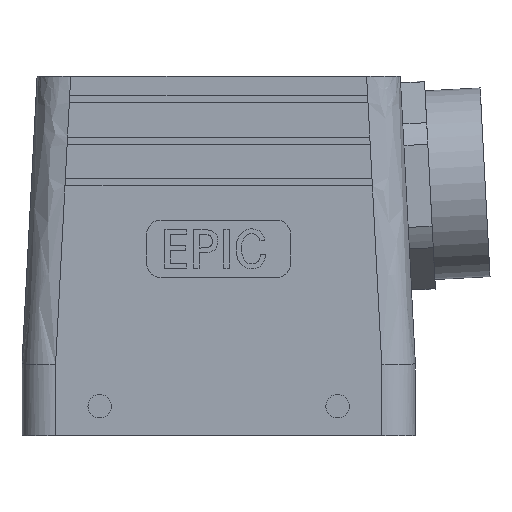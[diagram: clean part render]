
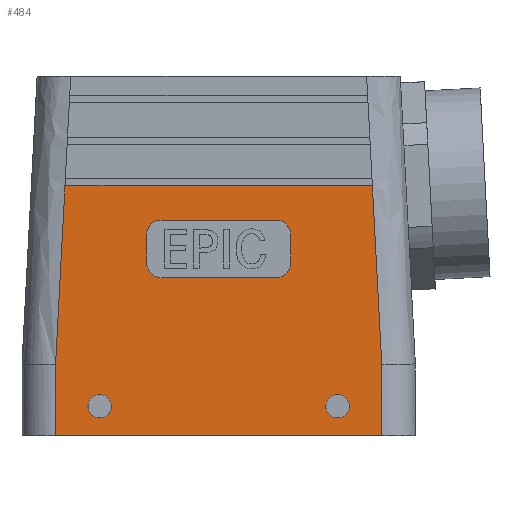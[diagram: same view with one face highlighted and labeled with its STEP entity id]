
A CAD part, left-side view. The second image highlights one B-rep face of the part: STEP entity #484.
In plain terms, the highlighted planar face has unit normal (-1, 0, 0).
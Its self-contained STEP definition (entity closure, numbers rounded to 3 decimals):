
#484 = ADVANCED_FACE( '', ( #1029, #1030, #1031, #1032 ), #1033, .F. );
#1029 = FACE_BOUND( '', #1877, .T. );
#1030 = FACE_BOUND( '', #1878, .T. );
#1031 = FACE_OUTER_BOUND( '', #1879, .T. );
#1032 = FACE_BOUND( '', #1880, .T. );
#1033 = PLANE( '', #1881 );
#1877 = EDGE_LOOP( '', ( #3314, #3315, #3316, #3317, #3318, #3319, #3320, #3321 ) );
#1878 = EDGE_LOOP( '', ( #3322 ) );
#1879 = EDGE_LOOP( '', ( #3323, #3324, #3325, #3326, #3327, #3328 ) );
#1880 = EDGE_LOOP( '', ( #3329 ) );
#1881 = AXIS2_PLACEMENT_3D( '', #3330, #3331, #3332 );
#3314 = ORIENTED_EDGE( '', *, *, #3995, .T. );
#3315 = ORIENTED_EDGE( '', *, *, #3926, .F. );
#3316 = ORIENTED_EDGE( '', *, *, #4249, .F. );
#3317 = ORIENTED_EDGE( '', *, *, #3701, .F. );
#3318 = ORIENTED_EDGE( '', *, *, #3715, .F. );
#3319 = ORIENTED_EDGE( '', *, *, #4170, .F. );
#3320 = ORIENTED_EDGE( '', *, *, #4250, .T. );
#3321 = ORIENTED_EDGE( '', *, *, #4045, .T. );
#3322 = ORIENTED_EDGE( '', *, *, #4251, .T. );
#3323 = ORIENTED_EDGE( '', *, *, #4233, .T. );
#3324 = ORIENTED_EDGE( '', *, *, #3736, .F. );
#3325 = ORIENTED_EDGE( '', *, *, #4076, .F. );
#3326 = ORIENTED_EDGE( '', *, *, #4252, .F. );
#3327 = ORIENTED_EDGE( '', *, *, #4253, .T. );
#3328 = ORIENTED_EDGE( '', *, *, #4180, .T. );
#3329 = ORIENTED_EDGE( '', *, *, #4150, .F. );
#3330 = CARTESIAN_POINT( '', ( -28., 41., 0. ) );
#3331 = DIRECTION( '', ( 1., 0., 0. ) );
#3332 = DIRECTION( '', ( 0., 0., -1. ) );
#3701 = EDGE_CURVE( '', #4314, #4315, #4316, .T. );
#3715 = EDGE_CURVE( '', #4339, #4314, #4340, .F. );
#3736 = EDGE_CURVE( '', #4374, #4369, #4376, .F. );
#3926 = EDGE_CURVE( '', #4704, #4705, #4706, .T. );
#3995 = EDGE_CURVE( '', #4811, #4705, #4812, .F. );
#4045 = EDGE_CURVE( '', #4884, #4811, #4885, .T. );
#4076 = EDGE_CURVE( '', #4900, #4374, #4927, .T. );
#4150 = EDGE_CURVE( '', #5027, #5027, #5028, .T. );
#4170 = EDGE_CURVE( '', #5052, #4339, #5053, .T. );
#4180 = EDGE_CURVE( '', #5067, #5064, #5068, .F. );
#4233 = EDGE_CURVE( '', #5064, #4369, #5128, .T. );
#4249 = EDGE_CURVE( '', #4315, #4704, #5146, .F. );
#4250 = EDGE_CURVE( '', #5052, #4884, #5147, .F. );
#4251 = EDGE_CURVE( '', #5148, #5148, #5149, .T. );
#4252 = EDGE_CURVE( '', #4747, #4900, #5150, .T. );
#4253 = EDGE_CURVE( '', #4747, #5067, #5151, .T. );
#4314 = VERTEX_POINT( '', #5215 );
#4315 = VERTEX_POINT( '', #5216 );
#4316 = LINE( '', #5217, #5218 );
#4339 = VERTEX_POINT( '', #5249 );
#4340 = CIRCLE( '', #5250, 3. );
#4369 = VERTEX_POINT( '', #5295 );
#4374 = VERTEX_POINT( '', #5312 );
#4376 = B_SPLINE_CURVE_WITH_KNOTS( '', 3, ( #5337, #5338, #5339, #5340 ), .UNSPECIFIED., .F., .F., ( 4, 4 ), ( 0.4, 0.598 ), .UNSPECIFIED. );
#4704 = VERTEX_POINT( '', #6014 );
#4705 = VERTEX_POINT( '', #6015 );
#4706 = LINE( '', #6016, #6017 );
#4747 = VERTEX_POINT( '', #6097 );
#4811 = VERTEX_POINT( '', #6186 );
#4812 = CIRCLE( '', #6187, 3. );
#4884 = VERTEX_POINT( '', #6327 );
#4885 = LINE( '', #6328, #6329 );
#4900 = VERTEX_POINT( '', #6348 );
#4927 = B_SPLINE_CURVE_WITH_KNOTS( '', 3, ( #6413, #6414, #6415, #6416 ), .UNSPECIFIED., .F., .F., ( 4, 4 ), ( 0.476, 0.599 ), .UNSPECIFIED. );
#5027 = VERTEX_POINT( '', #6634 );
#5028 = CIRCLE( '', #6635, 2.45 );
#5052 = VERTEX_POINT( '', #6667 );
#5053 = LINE( '', #6668, #6669 );
#5064 = VERTEX_POINT( '', #6682 );
#5067 = VERTEX_POINT( '', #6694 );
#5068 = B_SPLINE_CURVE_WITH_KNOTS( '', 3, ( #6695, #6696, #6697, #6698 ), .UNSPECIFIED., .F., .F., ( 4, 4 ), ( 0.4, 0.598 ), .UNSPECIFIED. );
#5128 = LINE( '', #6846, #6847 );
#5146 = CIRCLE( '', #6869, 3. );
#5147 = CIRCLE( '', #6870, 3. );
#5148 = VERTEX_POINT( '', #6871 );
#5149 = CIRCLE( '', #6872, 2.45 );
#5150 = LINE( '', #6873, #6874 );
#5151 = B_SPLINE_CURVE_WITH_KNOTS( '', 3, ( #6875, #6876, #6877, #6878 ), .UNSPECIFIED., .F., .F., ( 4, 4 ), ( 0.476, 0.599 ), .UNSPECIFIED. );
#5215 = CARTESIAN_POINT( '', ( -28., 15., 42. ) );
#5216 = CARTESIAN_POINT( '', ( -28., 15., 36. ) );
#5217 = CARTESIAN_POINT( '', ( -28., 15., 0. ) );
#5218 = VECTOR( '', #6990, 1000. );
#5249 = CARTESIAN_POINT( '', ( -28., 12., 45. ) );
#5250 = AXIS2_PLACEMENT_3D( '', #7005, #7006, #7007 );
#5295 = CARTESIAN_POINT( '', ( -28., -34., 0. ) );
#5312 = CARTESIAN_POINT( '', ( -28., -34., 14.817 ) );
#5337 = CARTESIAN_POINT( '', ( -28., -34., 0. ) );
#5338 = CARTESIAN_POINT( '', ( -28., -34., 4.939 ) );
#5339 = CARTESIAN_POINT( '', ( -28., -34., 9.878 ) );
#5340 = CARTESIAN_POINT( '', ( -28., -34., 14.817 ) );
#6014 = CARTESIAN_POINT( '', ( -28., 12., 33. ) );
#6015 = CARTESIAN_POINT( '', ( -28., -12., 33. ) );
#6016 = CARTESIAN_POINT( '', ( -28., 41., 33. ) );
#6017 = VECTOR( '', #7180, 1000. );
#6097 = CARTESIAN_POINT( '', ( -28., 32.046, 52.1 ) );
#6186 = CARTESIAN_POINT( '', ( -28., -15., 36. ) );
#6187 = AXIS2_PLACEMENT_3D( '', #7247, #7248, #7249 );
#6327 = CARTESIAN_POINT( '', ( -28., -15., 42. ) );
#6328 = CARTESIAN_POINT( '', ( -28., -15., 0. ) );
#6329 = VECTOR( '', #7290, 1000. );
#6348 = CARTESIAN_POINT( '', ( -28., -32.046, 52.1 ) );
#6413 = CARTESIAN_POINT( '', ( -28., -32.046, 52.1 ) );
#6414 = CARTESIAN_POINT( '', ( -28., -32.697, 39.672 ) );
#6415 = CARTESIAN_POINT( '', ( -28., -33.349, 27.244 ) );
#6416 = CARTESIAN_POINT( '', ( -28., -34., 14.817 ) );
#6634 = CARTESIAN_POINT( '', ( -28., -27.25, 6.2 ) );
#6635 = AXIS2_PLACEMENT_3D( '', #7357, #7358, #7359 );
#6667 = CARTESIAN_POINT( '', ( -28., -12., 45. ) );
#6668 = CARTESIAN_POINT( '', ( -28., 41., 45. ) );
#6669 = VECTOR( '', #7372, 1000. );
#6682 = CARTESIAN_POINT( '', ( -28., 34., 0. ) );
#6694 = CARTESIAN_POINT( '', ( -28., 34., 14.817 ) );
#6695 = CARTESIAN_POINT( '', ( -28., 34., 0. ) );
#6696 = CARTESIAN_POINT( '', ( -28., 34., 4.939 ) );
#6697 = CARTESIAN_POINT( '', ( -28., 34., 9.878 ) );
#6698 = CARTESIAN_POINT( '', ( -28., 34., 14.817 ) );
#6846 = CARTESIAN_POINT( '', ( -28., 41., 0. ) );
#6847 = VECTOR( '', #7412, 1000. );
#6869 = AXIS2_PLACEMENT_3D( '', #7432, #7433, #7434 );
#6870 = AXIS2_PLACEMENT_3D( '', #7435, #7436, #7437 );
#6871 = CARTESIAN_POINT( '', ( -28., 27.25, 6.2 ) );
#6872 = AXIS2_PLACEMENT_3D( '', #7438, #7439, #7440 );
#6873 = CARTESIAN_POINT( '', ( -28., 41., 52.1 ) );
#6874 = VECTOR( '', #7441, 1000. );
#6875 = CARTESIAN_POINT( '', ( -28., 32.046, 52.1 ) );
#6876 = CARTESIAN_POINT( '', ( -28., 32.697, 39.672 ) );
#6877 = CARTESIAN_POINT( '', ( -28., 33.349, 27.244 ) );
#6878 = CARTESIAN_POINT( '', ( -28., 34., 14.817 ) );
#6990 = DIRECTION( '', ( 0., 0., -1. ) );
#7005 = CARTESIAN_POINT( '', ( -28., 12., 42. ) );
#7006 = DIRECTION( '', ( 1., 0., 0. ) );
#7007 = DIRECTION( '', ( 0., 0., -1. ) );
#7180 = DIRECTION( '', ( 0., -1., 0. ) );
#7247 = CARTESIAN_POINT( '', ( -28., -12., 36. ) );
#7248 = DIRECTION( '', ( -1., 0., 0. ) );
#7249 = DIRECTION( '', ( 0., 0., -1. ) );
#7290 = DIRECTION( '', ( 0., 0., -1. ) );
#7357 = CARTESIAN_POINT( '', ( -28., -24.8, 6.2 ) );
#7358 = DIRECTION( '', ( -1., 0., 0. ) );
#7359 = DIRECTION( '', ( 0., -1., 0. ) );
#7372 = DIRECTION( '', ( 0., 1., 0. ) );
#7412 = DIRECTION( '', ( 0., -1., 0. ) );
#7432 = CARTESIAN_POINT( '', ( -28., 12., 36. ) );
#7433 = DIRECTION( '', ( 1., 0., 0. ) );
#7434 = DIRECTION( '', ( 0., 0., -1. ) );
#7435 = CARTESIAN_POINT( '', ( -28., -12., 42. ) );
#7436 = DIRECTION( '', ( -1., 0., 0. ) );
#7437 = DIRECTION( '', ( 0., 0., -1. ) );
#7438 = CARTESIAN_POINT( '', ( -28., 24.8, 6.2 ) );
#7439 = DIRECTION( '', ( 1., 0., 0. ) );
#7440 = DIRECTION( '', ( 0., 1., 0. ) );
#7441 = DIRECTION( '', ( 0., -1., 0. ) );
